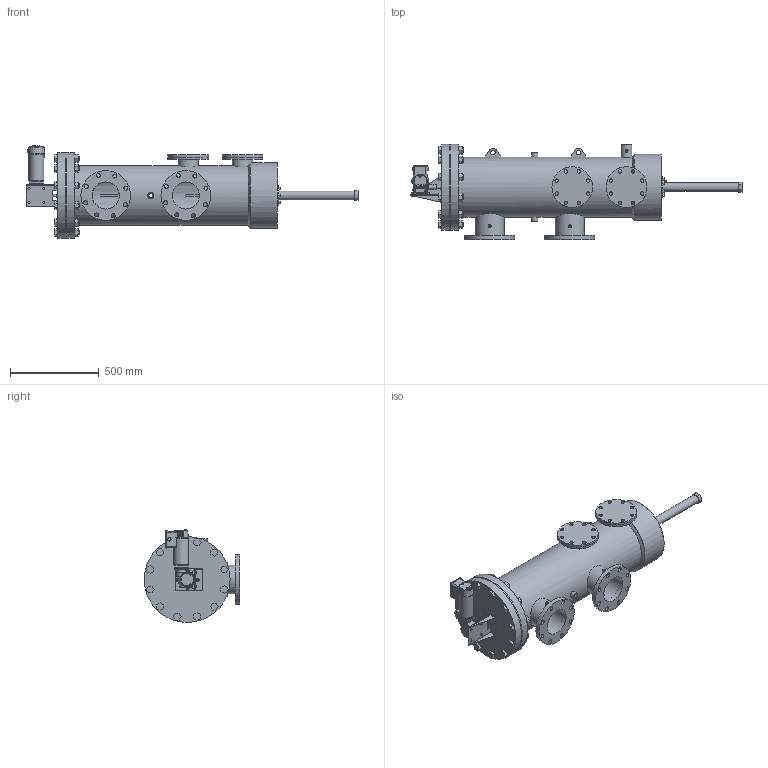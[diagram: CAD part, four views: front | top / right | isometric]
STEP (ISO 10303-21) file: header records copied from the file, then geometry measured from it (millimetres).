
FILE_DESCRIPTION (( 'STEP AP203' ), '1' );
FILE_NAME ('A6-180-FRP-LP.STEP', '2020-09-16T23:18:58', ( '' ), ( '' ), 'SwSTEP 2.0', 'SolidWorks 2018', '' );
FILE_SCHEMA (( 'CONFIG_CONTROL_DESIGN' ));
Length unit declared in the file: millimetre
Products named in the file (8): simp2; Washdown mounting bracket; simp; reduced size motor; Motor assem; A6-180-FRP-LP; Washdown drive shaft; A6-FRP-180 for LP
Assembly tree (13 placements, depth 3):
  A6-180-FRP-LP
    A6-FRP-180 for LP
    Motor assem
      Washdown drive shaft
      Washdown mounting bracket
      reduced size motor
      simp  x4
      simp2  x4
Bounding box: 1865.71 x 536.7 x 521.9 mm (x, y, z)
Volume: 28077381.9 mm3; surface area: 5284101 mm2
Topology: 47 solids, 47 shells, 1155 faces, 2861 edges, 1882 vertices
Faces by surface type: plane 750, cylinder 301, bspline 47, torus 37, cone 16, sphere 4
Full cylindrical faces by diameter (mm): 3.175 x1, 3.454 x2, 4.166 x2, 6 x4, 6.35 x12, 6.604 x1, 7.874 x4, 8.89 x6, 9.525 x16, 9.53 x4, 12.7 x1, 16.002 x1, 16.35 x6, 17.125 x4, 19.05 x34, 20.031 x1, 22.352 x16, 25.4 x53, 35.4 x2, 38.366 x2, 48.366 x1, 48.579 x1, 50.8 x2, 60.8 x1, 76.533 x2, 77.375 x1, 83.235 x1, 104.3 x2, 114.3 x2, 114.406 x1
Entity records: 38522 total; most frequent: CARTESIAN_POINT 13205, DIRECTION 4776, ORIENTED_EDGE 4724, EDGE_CURVE 2362, VERTEX_POINT 1668, AXIS2_PLACEMENT_3D 1635, EDGE_LOOP 1594, VECTOR 1506
